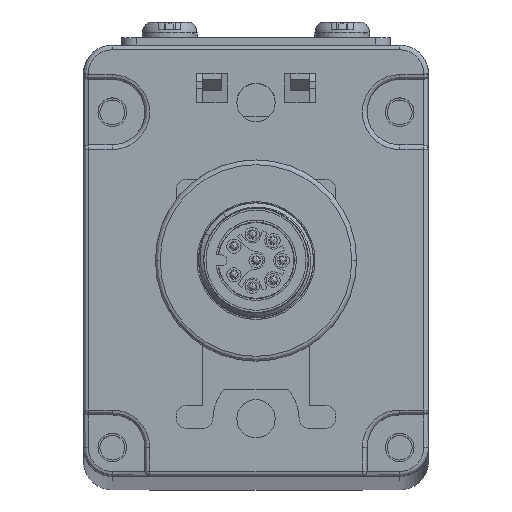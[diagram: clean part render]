
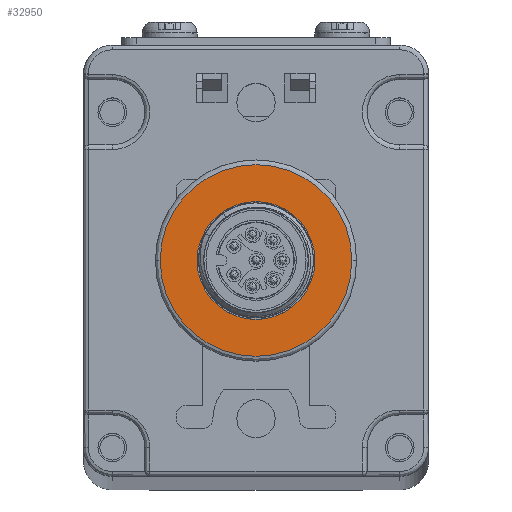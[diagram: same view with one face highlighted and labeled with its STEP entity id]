
A CAD part, top view. The second image highlights one B-rep face of the part: STEP entity #32950.
In plain terms, the highlighted planar face has unit normal (0, 0, 1).
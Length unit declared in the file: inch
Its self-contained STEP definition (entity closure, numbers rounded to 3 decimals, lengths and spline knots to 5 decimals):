
#11941=CARTESIAN_POINT('',(0.,0.88583,0.15748));
#11942=DIRECTION('',(0.,0.,1.));
#11943=DIRECTION('',(1.,0.,0.));
#11944=AXIS2_PLACEMENT_3D('',#11941,#11942,#11943);
#11956=CARTESIAN_POINT('',(0.,0.88583,0.15748));
#11957=DIRECTION('',(0.,0.,1.));
#11958=DIRECTION('',(1.,0.,0.));
#11959=AXIS2_PLACEMENT_3D('',#11956,#11957,#11958);
#11961=CARTESIAN_POINT('',(0.,0.88583,0.15748));
#11962=DIRECTION('',(0.,0.,1.));
#11963=DIRECTION('',(-1.,0.,0.));
#11964=AXIS2_PLACEMENT_3D('',#11961,#11962,#11963);
#11966=CARTESIAN_POINT('',(0.,0.88583,0.15748));
#11967=DIRECTION('',(0.,0.,1.));
#11968=DIRECTION('',(-1.,0.,0.));
#11969=AXIS2_PLACEMENT_3D('',#11966,#11967,#11968);
#15479=CARTESIAN_POINT('',(0.24213,0.88583,
0.15748));
#15480=CARTESIAN_POINT('',(-0.24213,0.88583,
0.15748));
#15481=VERTEX_POINT('',#15479);
#15482=VERTEX_POINT('',#15480);
#15763=CARTESIAN_POINT('',(0.3937,0.88583,
0.15748));
#15764=CARTESIAN_POINT('',(-0.3937,0.88583,
0.15748));
#15765=VERTEX_POINT('',#15763);
#15766=VERTEX_POINT('',#15764);
#32934=CARTESIAN_POINT('',(0.,0.,0.15748));
#32935=DIRECTION('',(0.,0.,1.));
#32936=DIRECTION('',(1.,0.,0.));
#32937=AXIS2_PLACEMENT_3D('',#32934,#32935,#32936);
#32938=PLANE('',#32937);
#32939=ORIENTED_EDGE('',*,*,#32924,.F.);
#32941=ORIENTED_EDGE('',*,*,#32940,.F.);
#32942=EDGE_LOOP('',(#32939,#32941));
#32943=FACE_OUTER_BOUND('',#32942,.F.);
#32945=ORIENTED_EDGE('',*,*,#32944,.T.);
#32947=ORIENTED_EDGE('',*,*,#32946,.T.);
#32948=EDGE_LOOP('',(#32945,#32947));
#32949=FACE_BOUND('',#32948,.F.);
#32950=ADVANCED_FACE('',(#32943,#32949),#32938,.T.);
#11945=CIRCLE('',#11944,0.3937);
#11960=CIRCLE('',#11959,0.24213);
#11965=CIRCLE('',#11964,0.24213);
#11970=CIRCLE('',#11969,0.3937);
#32924=EDGE_CURVE('',#15765,#15766,#11945,.T.);
#32940=EDGE_CURVE('',#15766,#15765,#11970,.T.);
#32944=EDGE_CURVE('',#15481,#15482,#11960,.T.);
#32946=EDGE_CURVE('',#15482,#15481,#11965,.T.);
